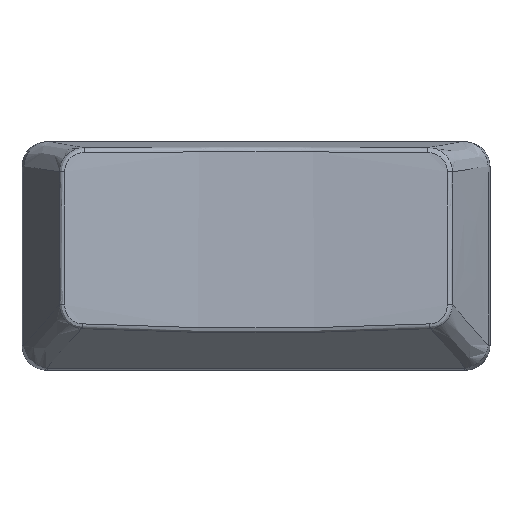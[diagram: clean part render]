
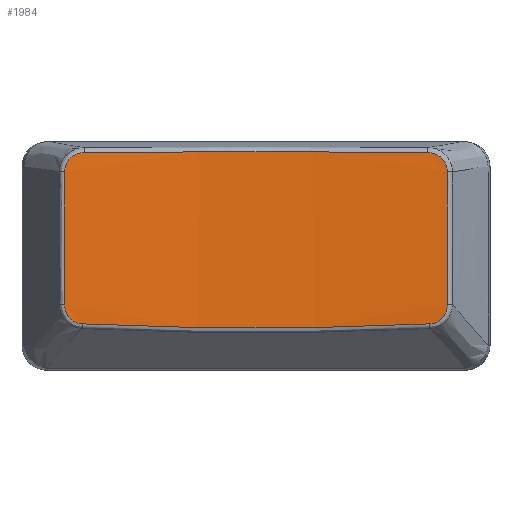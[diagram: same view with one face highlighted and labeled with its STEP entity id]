
A CAD part, top view. The second image highlights one B-rep face of the part: STEP entity #1984.
In plain terms, the highlighted free-form (B-spline) face has degree [1, 2] with [2, 3] control points.
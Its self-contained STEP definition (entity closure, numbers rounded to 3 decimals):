
#14=(
BOUNDED_SURFACE()
B_SPLINE_SURFACE(1,2,((#4943,#4944,#4945),(#4946,#4947,#4948)),
 .UNSPECIFIED.,.F.,.F.,.F.)
B_SPLINE_SURFACE_WITH_KNOTS((2,2),(3,3),(0.039,0.137),
(-1.677,-1.464),.UNSPECIFIED.)
GEOMETRIC_REPRESENTATION_ITEM()
RATIONAL_B_SPLINE_SURFACE(((1.,0.994,1.),(1.,0.994,
1.)))
REPRESENTATION_ITEM('')
SURFACE()
);
#224=B_SPLINE_CURVE_WITH_KNOTS('',3,(#4642,#4643,#4644,#4645,#4646,#4647),
 .UNSPECIFIED.,.F.,.F.,(4,1,1,4),(0.,0.066,0.131,
0.23),.UNSPECIFIED.);
#225=B_SPLINE_CURVE_WITH_KNOTS('',3,(#4669,#4670,#4671,#4672),
 .UNSPECIFIED.,.F.,.F.,(4,4),(-1.059,0.),.UNSPECIFIED.);
#226=B_SPLINE_CURVE_WITH_KNOTS('',3,(#4701,#4702,#4703,#4704,#4705),
 .UNSPECIFIED.,.F.,.F.,(4,1,4),(0.,0.106,0.247),
 .UNSPECIFIED.);
#227=B_SPLINE_CURVE_WITH_KNOTS('',3,(#4728,#4729,#4730,#4731),
 .UNSPECIFIED.,.F.,.F.,(4,4),(0.,2.737),
 .UNSPECIFIED.);
#228=B_SPLINE_CURVE_WITH_KNOTS('',3,(#4764,#4765,#4766,#4767,#4768,#4769),
 .UNSPECIFIED.,.F.,.F.,(4,1,1,4),(0.,0.106,
0.177,0.247),.UNSPECIFIED.);
#229=B_SPLINE_CURVE_WITH_KNOTS('',3,(#4791,#4792,#4793,#4794),
 .UNSPECIFIED.,.F.,.F.,(4,4),(-1.059,0.),.UNSPECIFIED.);
#232=B_SPLINE_CURVE_WITH_KNOTS('',3,(#4840,#4841,#4842,#4843,#4844,#4845),
 .UNSPECIFIED.,.F.,.F.,(4,1,1,4),(0.,0.098,
0.164,0.23),.UNSPECIFIED.);
#234=B_SPLINE_CURVE_WITH_KNOTS('',3,(#4870,#4871,#4872,#4873),
 .UNSPECIFIED.,.F.,.F.,(4,4),(0.,2.775),
 .UNSPECIFIED.);
#573=FACE_OUTER_BOUND('',#699,.T.);
#699=EDGE_LOOP('',(#1774,#1775,#1776,#1777,#1778,#1779,#1780,#1781));
#916=VERTEX_POINT('',#4631);
#918=VERTEX_POINT('',#4640);
#919=VERTEX_POINT('',#4668);
#920=VERTEX_POINT('',#4699);
#921=VERTEX_POINT('',#4726);
#922=VERTEX_POINT('',#4762);
#923=VERTEX_POINT('',#4790);
#925=VERTEX_POINT('',#4831);
#1199=EDGE_CURVE('',#918,#916,#224,.T.);
#1200=EDGE_CURVE('',#916,#919,#225,.T.);
#1203=EDGE_CURVE('',#919,#920,#226,.T.);
#1205=EDGE_CURVE('',#920,#921,#227,.T.);
#1207=EDGE_CURVE('',#921,#922,#228,.T.);
#1208=EDGE_CURVE('',#922,#923,#229,.T.);
#1213=EDGE_CURVE('',#923,#925,#232,.T.);
#1215=EDGE_CURVE('',#925,#918,#234,.T.);
#1774=ORIENTED_EDGE('',*,*,#1199,.F.);
#1775=ORIENTED_EDGE('',*,*,#1215,.F.);
#1776=ORIENTED_EDGE('',*,*,#1213,.F.);
#1777=ORIENTED_EDGE('',*,*,#1208,.F.);
#1778=ORIENTED_EDGE('',*,*,#1207,.F.);
#1779=ORIENTED_EDGE('',*,*,#1205,.F.);
#1780=ORIENTED_EDGE('',*,*,#1203,.F.);
#1781=ORIENTED_EDGE('',*,*,#1200,.F.);
#1984=ADVANCED_FACE('',(#573),#14,.T.);
#4631=CARTESIAN_POINT('',(-15.206,-3.885,6.732));
#4640=CARTESIAN_POINT('',(-13.812,-5.41,6.671));
#4642=CARTESIAN_POINT('Ctrl Pts',(-13.812,-5.41,6.671));
#4643=CARTESIAN_POINT('Ctrl Pts',(-14.029,-5.4,6.691));
#4644=CARTESIAN_POINT('Ctrl Pts',(-14.46,-5.287,6.728));
#4645=CARTESIAN_POINT('Ctrl Pts',(-15.048,-4.765,6.761));
#4646=CARTESIAN_POINT('Ctrl Pts',(-15.206,-4.213,6.749));
#4647=CARTESIAN_POINT('Ctrl Pts',(-15.206,-3.885,6.732));
#4668=CARTESIAN_POINT('',(-15.219,6.686,6.179));
#4669=CARTESIAN_POINT('Ctrl Pts',(-15.206,-3.885,6.732));
#4670=CARTESIAN_POINT('Ctrl Pts',(-15.21,-0.361,
6.547));
#4671=CARTESIAN_POINT('Ctrl Pts',(-15.214,3.162,6.363));
#4672=CARTESIAN_POINT('Ctrl Pts',(-15.219,6.686,6.179));
#4699=CARTESIAN_POINT('',(-13.625,8.215,5.939));
#4701=CARTESIAN_POINT('Ctrl Pts',(-15.219,6.686,6.179));
#4702=CARTESIAN_POINT('Ctrl Pts',(-15.219,7.039,6.161));
#4703=CARTESIAN_POINT('Ctrl Pts',(-14.914,7.861,6.085));
#4704=CARTESIAN_POINT('Ctrl Pts',(-14.093,8.211,5.983));
#4705=CARTESIAN_POINT('Ctrl Pts',(-13.625,8.215,5.939));
#4726=CARTESIAN_POINT('',(13.625,8.215,5.939));
#4728=CARTESIAN_POINT('Ctrl Pts',(-13.625,8.215,5.939));
#4729=CARTESIAN_POINT('Ctrl Pts',(-4.569,8.291,5.075));
#4730=CARTESIAN_POINT('Ctrl Pts',(4.569,8.291,5.075));
#4731=CARTESIAN_POINT('Ctrl Pts',(13.625,8.215,5.939));
#4762=CARTESIAN_POINT('',(15.219,6.686,6.179));
#4764=CARTESIAN_POINT('Ctrl Pts',(13.625,8.215,5.939));
#4765=CARTESIAN_POINT('Ctrl Pts',(13.976,8.212,5.972));
#4766=CARTESIAN_POINT('Ctrl Pts',(14.561,8.03,6.04));
#4767=CARTESIAN_POINT('Ctrl Pts',(15.108,7.391,6.13));
#4768=CARTESIAN_POINT('Ctrl Pts',(15.219,6.921,6.167));
#4769=CARTESIAN_POINT('Ctrl Pts',(15.219,6.686,6.179));
#4790=CARTESIAN_POINT('',(15.206,-3.885,6.732));
#4791=CARTESIAN_POINT('Ctrl Pts',(15.219,6.686,6.179));
#4792=CARTESIAN_POINT('Ctrl Pts',(15.214,3.162,6.363));
#4793=CARTESIAN_POINT('Ctrl Pts',(15.21,-0.361,6.547));
#4794=CARTESIAN_POINT('Ctrl Pts',(15.206,-3.885,6.732));
#4831=CARTESIAN_POINT('',(13.812,-5.41,6.671));
#4840=CARTESIAN_POINT('Ctrl Pts',(15.206,-3.885,6.732));
#4841=CARTESIAN_POINT('Ctrl Pts',(15.206,-4.213,6.749));
#4842=CARTESIAN_POINT('Ctrl Pts',(15.048,-4.765,6.761));
#4843=CARTESIAN_POINT('Ctrl Pts',(14.46,-5.287,6.728));
#4844=CARTESIAN_POINT('Ctrl Pts',(14.029,-5.4,6.691));
#4845=CARTESIAN_POINT('Ctrl Pts',(13.812,-5.41,6.671));
#4870=CARTESIAN_POINT('Ctrl Pts',(13.812,-5.41,6.671));
#4871=CARTESIAN_POINT('Ctrl Pts',(4.638,-5.85,5.811));
#4872=CARTESIAN_POINT('Ctrl Pts',(-4.638,-5.85,5.811));
#4873=CARTESIAN_POINT('Ctrl Pts',(-13.812,-5.41,6.671));
#4943=CARTESIAN_POINT('Ctrl Pts',(15.219,-5.706,6.828));
#4944=CARTESIAN_POINT('Ctrl Pts',(0.,-5.79,
5.217));
#4945=CARTESIAN_POINT('Ctrl Pts',(-15.219,-5.706,6.828));
#4946=CARTESIAN_POINT('Ctrl Pts',(15.219,8.344,6.092));
#4947=CARTESIAN_POINT('Ctrl Pts',(0.,8.26,
4.481));
#4948=CARTESIAN_POINT('Ctrl Pts',(-15.219,8.344,6.092));
